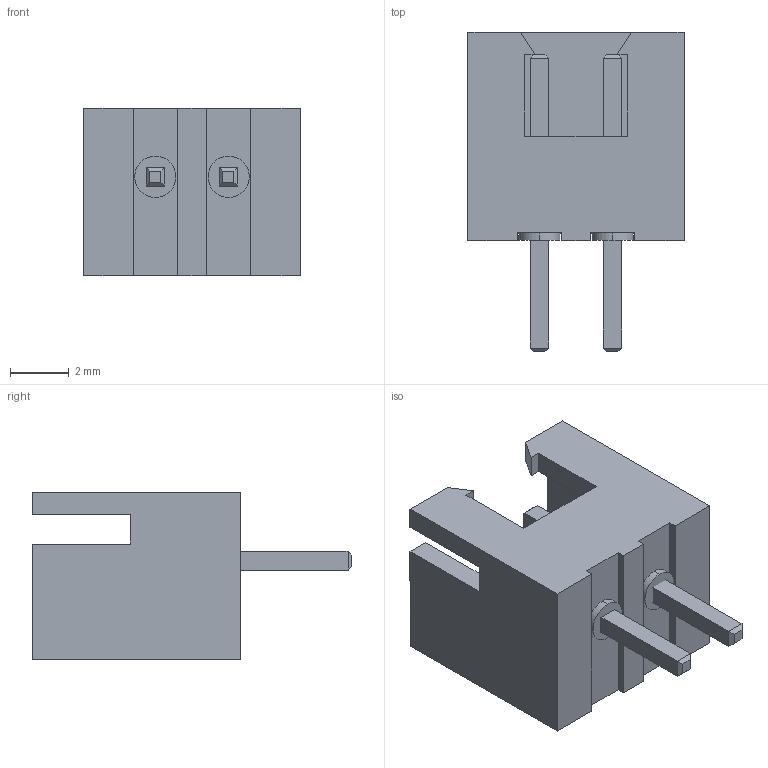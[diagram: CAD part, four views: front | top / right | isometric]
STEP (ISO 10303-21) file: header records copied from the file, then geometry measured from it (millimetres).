
FILE_DESCRIPTION(('FreeCAD Model'),'2;1');
FILE_NAME('Open CASCADE Shape Model','2021-03-13T17:38:49',('Author'),( ''),'Open CASCADE STEP processor 7.5','FreeCAD','Unknown');
FILE_SCHEMA(('AUTOMOTIVE_DESIGN { 1 0 10303 214 1 1 1 1 }'));
Length unit declared in the file: millimetre
Products named in the file (1): User_Library-CONN,_HDR,_2.5mm_X_2
Bounding box: 7.39 x 10.92 x 5.74 mm (x, y, z)
Volume: 134.3 mm3; surface area: 433.8 mm2
Topology: 2 solids, 2 shells, 70 faces, 510 edges, 788 vertices
Faces by surface type: plane 66, cylinder 4
Entity records: 10533 total; most frequent: CARTESIAN_POINT 1733, DIRECTION 1012, LINE 818, VECTOR 818, PRESENTATION_STYLE_ASSIGNMENT 412, SURFACE_STYLE_USAGE 412, SURFACE_SIDE_STYLE 412, SURFACE_STYLE_FILL_AREA 412
